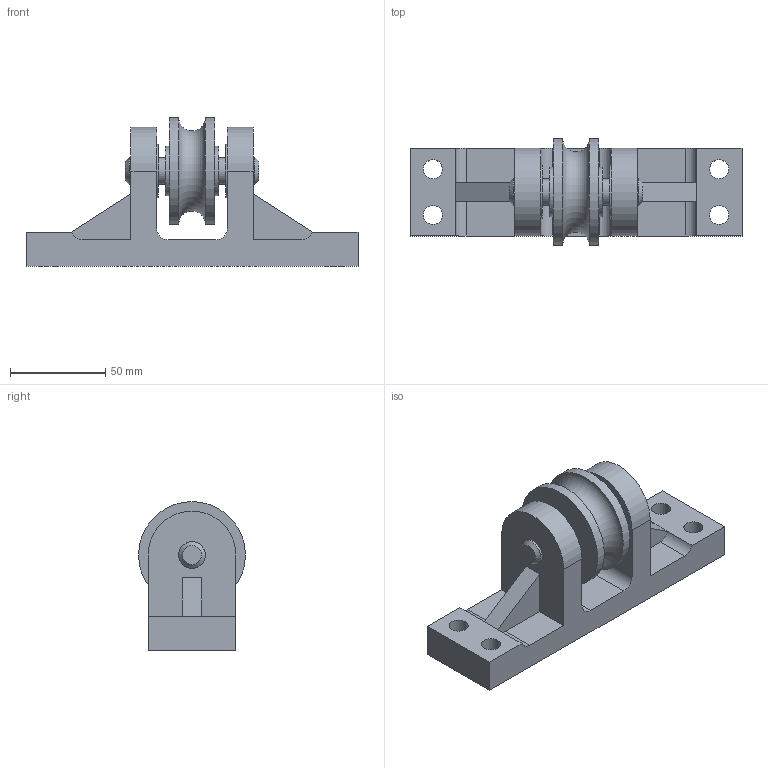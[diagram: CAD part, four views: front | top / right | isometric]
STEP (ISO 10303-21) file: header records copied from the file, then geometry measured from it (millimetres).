
FILE_DESCRIPTION(/* description */ ('Unknown'),/* implementation_level */ '2;1');
FILE_NAME(/* name */ 'Roller-Supporter',/* time_stamp */ '2026-01-27T21:55:09+02:00',/* author */ ('Unknown'),/* organization */ ('Unknown'),/* preprocessor_version */ 'ST-DEVELOPER v20',/* originating_system */ 'Solid Edge',/* authorisation */ 'Unknown');
FILE_SCHEMA (('AUTOMOTIVE_DESIGN {1 0 10303 214 3 1 1}'));
Length unit declared in the file: millimetre
Products named in the file (4): Roller-Supporter; 01-Body; 03-wheel; 02-pin
Assembly tree (3 placements, depth 2):
  Roller-Supporter
    01-Body
    03-wheel
    02-pin
Bounding box: 174 x 56 x 78 mm (x, y, z)
Volume: 244111.2 mm3; surface area: 53725.6 mm2
Topology: 3 solids, 3 shells, 55 faces, 131 edges, 86 vertices
Faces by surface type: plane 30, cylinder 22, cone 2, torus 1
Full cylindrical faces by diameter (mm): 10 x4, 14 x4, 26 x2, 28 x2, 56 x2
Entity records: 1609 total; most frequent: DIRECTION 274, CARTESIAN_POINT 251, ORIENTED_EDGE 220, EDGE_CURVE 110, AXIS2_PLACEMENT_3D 105, EDGE_LOOP 90, FACE_BOUND 90, VERTEX_POINT 82
